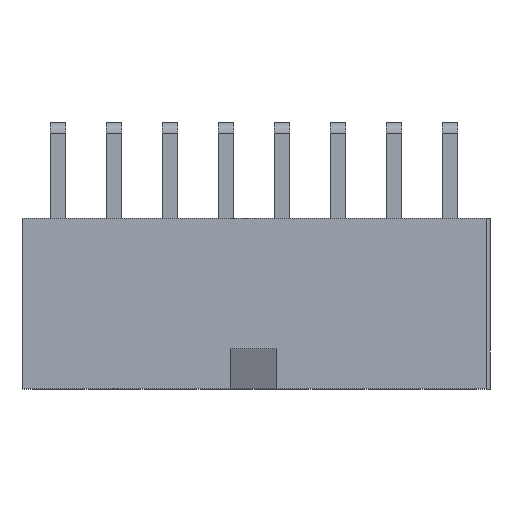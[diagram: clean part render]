
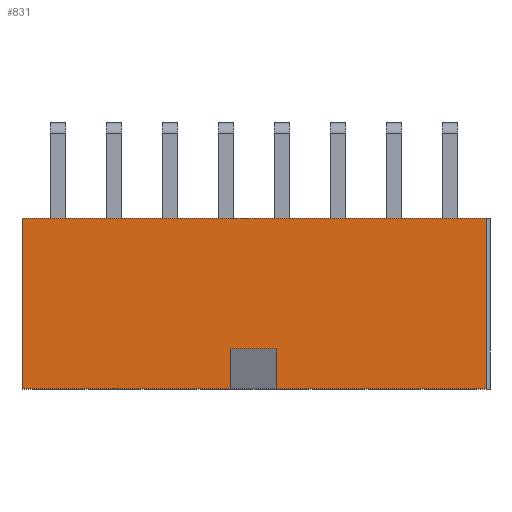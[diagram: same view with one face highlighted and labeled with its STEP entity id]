
A CAD part, top view. The second image highlights one B-rep face of the part: STEP entity #831.
In plain terms, the highlighted planar face has unit normal (0, 0, 1).
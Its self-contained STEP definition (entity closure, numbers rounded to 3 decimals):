
#831 = ADVANCED_FACE( '', ( #1766 ), #1767, .T. );
#1766 = FACE_OUTER_BOUND( '', #3476, .T. );
#1767 = PLANE( '', #3477 );
#3476 = EDGE_LOOP( '', ( #7153, #7154, #7155, #7156, #7157, #7158, #7159, #7160 ) );
#3477 = AXIS2_PLACEMENT_3D( '', #7161, #7162, #7163 );
#7153 = ORIENTED_EDGE( '', *, *, #9551, .F. );
#7154 = ORIENTED_EDGE( '', *, *, #9617, .F. );
#7155 = ORIENTED_EDGE( '', *, *, #9465, .F. );
#7156 = ORIENTED_EDGE( '', *, *, #9618, .F. );
#7157 = ORIENTED_EDGE( '', *, *, #9619, .T. );
#7158 = ORIENTED_EDGE( '', *, *, #9385, .T. );
#7159 = ORIENTED_EDGE( '', *, *, #8952, .F. );
#7160 = ORIENTED_EDGE( '', *, *, #9620, .F. );
#7161 = CARTESIAN_POINT( '', ( 17.4, -6.4, 4.8 ) );
#7162 = DIRECTION( '', ( 0., 0., 1. ) );
#7163 = DIRECTION( '', ( 1., 0., 0. ) );
#8952 = EDGE_CURVE( '', #10238, #10240, #10241, .T. );
#9385 = EDGE_CURVE( '', #10961, #10240, #10962, .T. );
#9465 = EDGE_CURVE( '', #10641, #11082, #11084, .T. );
#9551 = EDGE_CURVE( '', #11205, #10638, #11206, .T. );
#9617 = EDGE_CURVE( '', #11082, #11205, #11299, .T. );
#9618 = EDGE_CURVE( '', #11300, #10641, #11301, .T. );
#9619 = EDGE_CURVE( '', #11300, #10961, #11302, .T. );
#9620 = EDGE_CURVE( '', #10638, #10238, #11303, .T. );
#10238 = VERTEX_POINT( '', #12126 );
#10240 = VERTEX_POINT( '', #12129 );
#10241 = LINE( '', #12130, #12131 );
#10638 = VERTEX_POINT( '', #12973 );
#10641 = VERTEX_POINT( '', #12977 );
#10961 = VERTEX_POINT( '', #13654 );
#10962 = LINE( '', #13655, #13656 );
#11082 = VERTEX_POINT( '', #13841 );
#11084 = LINE( '', #13844, #13845 );
#11205 = VERTEX_POINT( '', #14027 );
#11206 = LINE( '', #14028, #14029 );
#11299 = LINE( '', #14169, #14170 );
#11300 = VERTEX_POINT( '', #14171 );
#11301 = LINE( '', #14172, #14173 );
#11302 = LINE( '', #14174, #14175 );
#11303 = LINE( '', #14176, #14177 );
#12126 = CARTESIAN_POINT( '', ( -17.4, -6.4, 4.8 ) );
#12129 = CARTESIAN_POINT( '', ( -17.4, 6.4, 4.8 ) );
#12130 = CARTESIAN_POINT( '', ( -17.4, -6.4, 4.8 ) );
#12131 = VECTOR( '', #15418, 1000. );
#12973 = CARTESIAN_POINT( '', ( -1.725, -6.4, 4.8 ) );
#12977 = CARTESIAN_POINT( '', ( 1.725, -6.4, 4.8 ) );
#13654 = CARTESIAN_POINT( '', ( 17.4, 6.4, 4.8 ) );
#13655 = CARTESIAN_POINT( '', ( 17.4, 6.4, 4.8 ) );
#13656 = VECTOR( '', #15759, 1000. );
#13841 = CARTESIAN_POINT( '', ( 1.725, -3.4, 4.8 ) );
#13844 = CARTESIAN_POINT( '', ( 1.725, -6.4, 4.8 ) );
#13845 = VECTOR( '', #15829, 1000. );
#14027 = CARTESIAN_POINT( '', ( -1.725, -3.4, 4.8 ) );
#14028 = CARTESIAN_POINT( '', ( -1.725, -3.4, 4.8 ) );
#14029 = VECTOR( '', #15894, 1000. );
#14169 = CARTESIAN_POINT( '', ( 1.725, -3.4, 4.8 ) );
#14170 = VECTOR( '', #15942, 1000. );
#14171 = CARTESIAN_POINT( '', ( 17.4, -6.4, 4.8 ) );
#14172 = CARTESIAN_POINT( '', ( 17.4, -6.4, 4.8 ) );
#14173 = VECTOR( '', #15943, 1000. );
#14174 = CARTESIAN_POINT( '', ( 17.4, -6.4, 4.8 ) );
#14175 = VECTOR( '', #15944, 1000. );
#14176 = CARTESIAN_POINT( '', ( 17.4, -6.4, 4.8 ) );
#14177 = VECTOR( '', #15945, 1000. );
#15418 = DIRECTION( '', ( 0., 1., 0. ) );
#15759 = DIRECTION( '', ( -1., 0., 0. ) );
#15829 = DIRECTION( '', ( 0., 1., 0. ) );
#15894 = DIRECTION( '', ( 0., -1., 0. ) );
#15942 = DIRECTION( '', ( -1., 0., 0. ) );
#15943 = DIRECTION( '', ( -1., 0., 0. ) );
#15944 = DIRECTION( '', ( 0., 1., 0. ) );
#15945 = DIRECTION( '', ( -1., 0., 0. ) );
